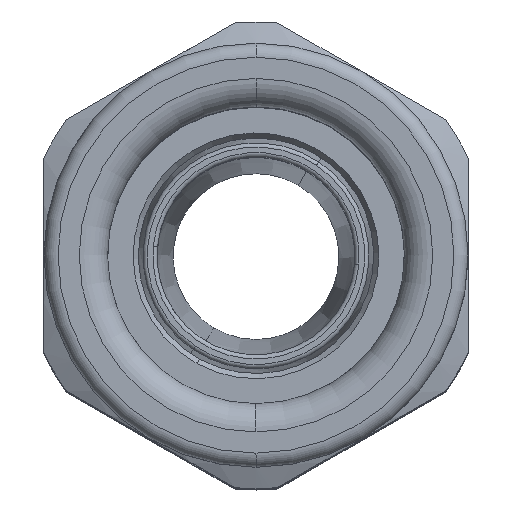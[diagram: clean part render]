
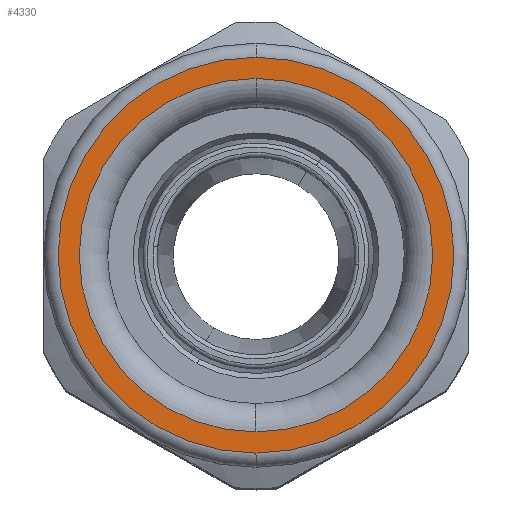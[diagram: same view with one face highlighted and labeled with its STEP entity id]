
A CAD part, top view. The second image highlights one B-rep face of the part: STEP entity #4330.
In plain terms, the highlighted planar face has unit normal (0, 0, 1).
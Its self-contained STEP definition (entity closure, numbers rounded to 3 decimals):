
#4218=AXIS2_PLACEMENT_3D('Circle Axis2P3D',#4216,#4217,$) ;
#4242=AXIS2_PLACEMENT_3D('Circle Axis2P3D',#4240,#4241,$) ;
#4306=AXIS2_PLACEMENT_3D('Plane Axis2P3D',#4303,#4304,#4305) ;
#4310=AXIS2_PLACEMENT_3D('Circle Axis2P3D',#4308,#4309,$) ;
#4319=AXIS2_PLACEMENT_3D('Circle Axis2P3D',#4317,#4318,$) ;
#4213=CARTESIAN_POINT('Vertex',(15.,29.,78.4)) ;
#4216=CARTESIAN_POINT('Axis2P3D Location',(15.,16.5,78.4)) ;
#4220=CARTESIAN_POINT('Vertex',(15.,4.,78.4)) ;
#4240=CARTESIAN_POINT('Axis2P3D Location',(15.,16.5,78.4)) ;
#4303=CARTESIAN_POINT('Axis2P3D Location',(15.,16.5,78.4)) ;
#4308=CARTESIAN_POINT('Axis2P3D Location',(15.,16.5,78.4)) ;
#4312=CARTESIAN_POINT('Vertex',(15.,2.5,78.4)) ;
#4314=CARTESIAN_POINT('Vertex',(15.,30.5,78.4)) ;
#4317=CARTESIAN_POINT('Axis2P3D Location',(15.,16.5,78.4)) ;
#4217=DIRECTION('Axis2P3D Direction',(0.,0.,1.)) ;
#4241=DIRECTION('Axis2P3D Direction',(0.,0.,1.)) ;
#4304=DIRECTION('Axis2P3D Direction',(0.,0.,1.)) ;
#4305=DIRECTION('Axis2P3D XDirection',(0.,1.,0.)) ;
#4309=DIRECTION('Axis2P3D Direction',(0.,0.,1.)) ;
#4318=DIRECTION('Axis2P3D Direction',(0.,0.,1.)) ;
#4323=ORIENTED_EDGE('',*,*,#4316,.T.) ;
#4324=ORIENTED_EDGE('',*,*,#4321,.T.) ;
#4327=ORIENTED_EDGE('',*,*,#4244,.F.) ;
#4328=ORIENTED_EDGE('',*,*,#4222,.F.) ;
#4329=FACE_BOUND('',#4326,.T.) ;
#4330=ADVANCED_FACE('Part1.1\\Koerper.2',(#4325,#4329),#4307,.T.) ;
#4219=CIRCLE('generated circle',#4218,12.5) ;
#4243=CIRCLE('generated circle',#4242,12.5) ;
#4311=CIRCLE('generated circle',#4310,14.) ;
#4320=CIRCLE('generated circle',#4319,14.) ;
#4222=EDGE_CURVE('',#4214,#4221,#4219,.T.) ;
#4244=EDGE_CURVE('',#4221,#4214,#4243,.T.) ;
#4316=EDGE_CURVE('',#4313,#4315,#4311,.T.) ;
#4321=EDGE_CURVE('',#4315,#4313,#4320,.T.) ;
#4322=EDGE_LOOP('',(#4323,#4324)) ;
#4326=EDGE_LOOP('',(#4327,#4328)) ;
#4325=FACE_OUTER_BOUND('',#4322,.T.) ;
#4307=PLANE('',#4306) ;
#4214=VERTEX_POINT('',#4213) ;
#4221=VERTEX_POINT('',#4220) ;
#4313=VERTEX_POINT('',#4312) ;
#4315=VERTEX_POINT('',#4314) ;
